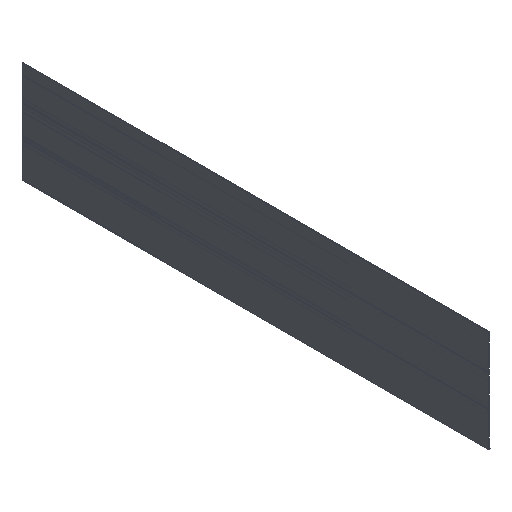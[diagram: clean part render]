
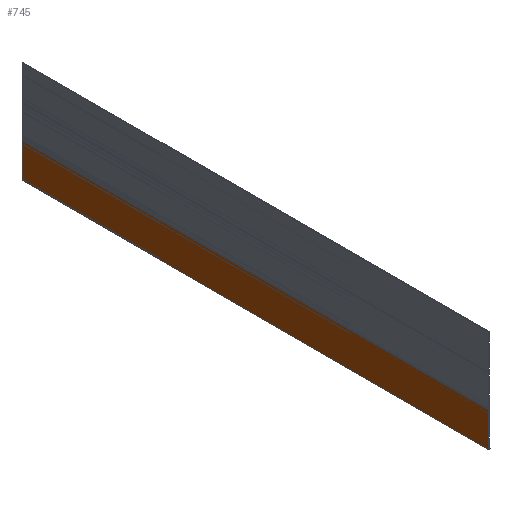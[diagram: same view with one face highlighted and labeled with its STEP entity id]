
A CAD part, isometric view. The second image highlights one B-rep face of the part: STEP entity #745.
In plain terms, the highlighted planar face has unit normal (-1, 0, 0).
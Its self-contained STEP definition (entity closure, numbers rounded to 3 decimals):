
#718=AXIS2_PLACEMENT_3D('Plane Axis2P3D',#715,#716,#717) ;
#693=CARTESIAN_POINT('Vertex',(0.,-550.,-119.7)) ;
#696=CARTESIAN_POINT('Line Origine',(0.,0.,-119.7)) ;
#700=CARTESIAN_POINT('Vertex',(0.,550.,-119.7)) ;
#715=CARTESIAN_POINT('Axis2P3D Location',(0.,0.,36.5)) ;
#720=CARTESIAN_POINT('Line Origine',(0.,-550.,-79.35)) ;
#724=CARTESIAN_POINT('Vertex',(0.,-550.,-39.)) ;
#727=CARTESIAN_POINT('Line Origine',(0.,0.,-39.)) ;
#731=CARTESIAN_POINT('Vertex',(0.,550.,-39.)) ;
#734=CARTESIAN_POINT('Line Origine',(0.,550.,-79.35)) ;
#697=DIRECTION('Vector Direction',(0.,-1.,0.)) ;
#716=DIRECTION('Axis2P3D Direction',(1.,-0.,0.)) ;
#717=DIRECTION('Axis2P3D XDirection',(0.,0.,-1.)) ;
#721=DIRECTION('Vector Direction',(0.,0.,-1.)) ;
#728=DIRECTION('Vector Direction',(0.,1.,0.)) ;
#735=DIRECTION('Vector Direction',(0.,0.,-1.)) ;
#698=VECTOR('Line Direction',#697,1.) ;
#722=VECTOR('Line Direction',#721,1.) ;
#729=VECTOR('Line Direction',#728,1.) ;
#736=VECTOR('Line Direction',#735,1.) ;
#740=ORIENTED_EDGE('',*,*,#726,.F.) ;
#741=ORIENTED_EDGE('',*,*,#733,.T.) ;
#742=ORIENTED_EDGE('',*,*,#738,.T.) ;
#743=ORIENTED_EDGE('',*,*,#702,.F.) ;
#745=ADVANCED_FACE('Bodenwanne',(#744),#719,.F.) ;
#702=EDGE_CURVE('',#694,#701,#699,.F.) ;
#726=EDGE_CURVE('',#725,#694,#723,.T.) ;
#733=EDGE_CURVE('',#725,#732,#730,.T.) ;
#738=EDGE_CURVE('',#732,#701,#737,.T.) ;
#739=EDGE_LOOP('',(#740,#741,#742,#743)) ;
#744=FACE_OUTER_BOUND('',#739,.T.) ;
#699=LINE('Line',#696,#698) ;
#723=LINE('Line',#720,#722) ;
#730=LINE('Line',#727,#729) ;
#737=LINE('Line',#734,#736) ;
#719=PLANE('',#718) ;
#694=VERTEX_POINT('',#693) ;
#701=VERTEX_POINT('',#700) ;
#725=VERTEX_POINT('',#724) ;
#732=VERTEX_POINT('',#731) ;
